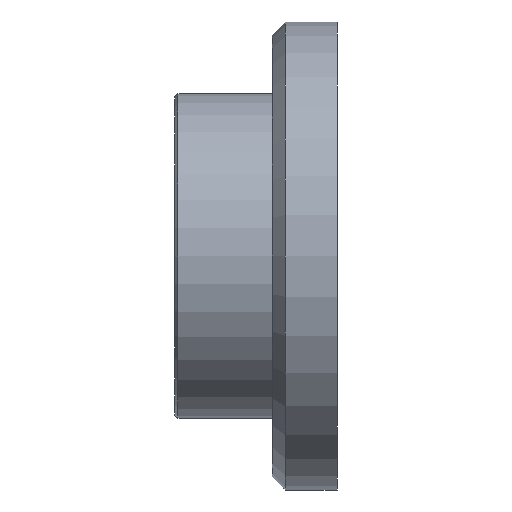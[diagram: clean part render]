
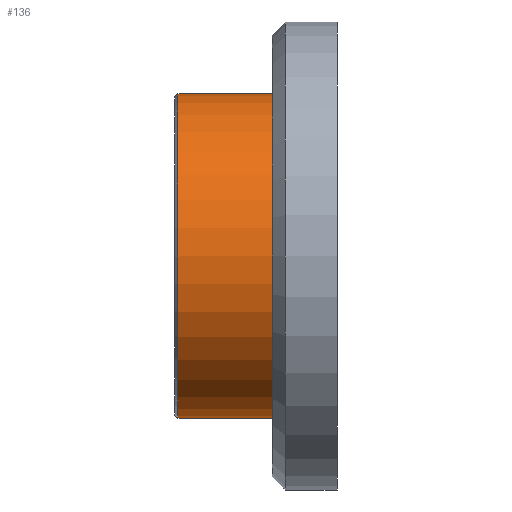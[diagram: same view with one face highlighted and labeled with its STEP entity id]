
A CAD part, front view. The second image highlights one B-rep face of the part: STEP entity #136.
In plain terms, the highlighted cylindrical face has radius 24.995 mm (diameter 49.99 mm), a partial arc.
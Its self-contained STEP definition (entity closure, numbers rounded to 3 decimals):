
#107 = ORIENTED_EDGE ( 'NONE', *, *, #998, .F. ) ;
#120 = VERTEX_POINT ( 'NONE', #2245 ) ;
#136 = ADVANCED_FACE ( 'NONE', ( #349 ), #1618, .T. ) ;
#221 = DIRECTION ( 'NONE',  ( 1., 0., 0. ) ) ;
#236 = CARTESIAN_POINT ( 'NONE',  ( 15., 0., -24.995 ) ) ;
#330 = VECTOR ( 'NONE', #1215, 1000. ) ;
#349 = FACE_OUTER_BOUND ( 'NONE', #974, .T. ) ;
#489 = CARTESIAN_POINT ( 'NONE',  ( 15., 0., 0. ) ) ;
#494 = AXIS2_PLACEMENT_3D ( 'NONE', #1814, #2667, #1424 ) ;
#539 = CIRCLE ( 'NONE', #1995, 24.995 ) ;
#765 = VECTOR ( 'NONE', #885, 1000. ) ;
#768 = CARTESIAN_POINT ( 'NONE',  ( 15., 0., -24.995 ) ) ;
#781 = EDGE_CURVE ( 'NONE', #2540, #2607, #2562, .T. ) ;
#875 = ORIENTED_EDGE ( 'NONE', *, *, #2078, .T. ) ;
#885 = DIRECTION ( 'NONE',  ( -1., 0., 0. ) ) ;
#932 = VERTEX_POINT ( 'NONE', #1595 ) ;
#974 = EDGE_LOOP ( 'NONE', ( #1514, #107, #875, #1609 ) ) ;
#979 = EDGE_CURVE ( 'NONE', #932, #2607, #1168, .T. ) ;
#998 = EDGE_CURVE ( 'NONE', #120, #2540, #539, .T. ) ;
#1042 = CARTESIAN_POINT ( 'NONE',  ( 0.5, 0., 0. ) ) ;
#1168 = CIRCLE ( 'NONE', #2639, 24.995 ) ;
#1215 = DIRECTION ( 'NONE',  ( -1., 0., 0. ) ) ;
#1424 = DIRECTION ( 'NONE',  ( 0., 0., 1. ) ) ;
#1514 = ORIENTED_EDGE ( 'NONE', *, *, #781, .F. ) ;
#1595 = CARTESIAN_POINT ( 'NONE',  ( 0.5, 0., 24.995 ) ) ;
#1609 = ORIENTED_EDGE ( 'NONE', *, *, #979, .T. ) ;
#1618 = CYLINDRICAL_SURFACE ( 'NONE', #494, 24.995 ) ;
#1814 = CARTESIAN_POINT ( 'NONE',  ( 15., 0., 0. ) ) ;
#1914 = DIRECTION ( 'NONE',  ( 1., 0., 0. ) ) ;
#1995 = AXIS2_PLACEMENT_3D ( 'NONE', #489, #1914, #2173 ) ;
#2078 = EDGE_CURVE ( 'NONE', #120, #932, #2441, .T. ) ;
#2173 = DIRECTION ( 'NONE',  ( 0., 0., -1. ) ) ;
#2245 = CARTESIAN_POINT ( 'NONE',  ( 15., 0., 24.995 ) ) ;
#2441 = LINE ( 'NONE', #2461, #330 ) ;
#2457 = DIRECTION ( 'NONE',  ( 0., 0., -1. ) ) ;
#2461 = CARTESIAN_POINT ( 'NONE',  ( 15., 0., 24.995 ) ) ;
#2540 = VERTEX_POINT ( 'NONE', #768 ) ;
#2562 = LINE ( 'NONE', #236, #765 ) ;
#2607 = VERTEX_POINT ( 'NONE', #2630 ) ;
#2630 = CARTESIAN_POINT ( 'NONE',  ( 0.5, 0., -24.995 ) ) ;
#2639 = AXIS2_PLACEMENT_3D ( 'NONE', #1042, #221, #2457 ) ;
#2667 = DIRECTION ( 'NONE',  ( -1., 0., 0. ) ) ;
